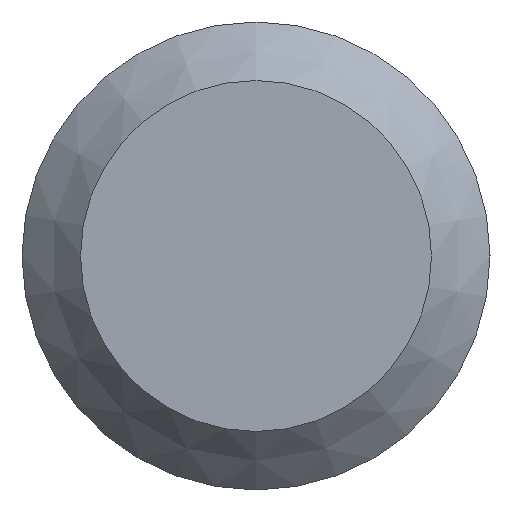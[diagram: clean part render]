
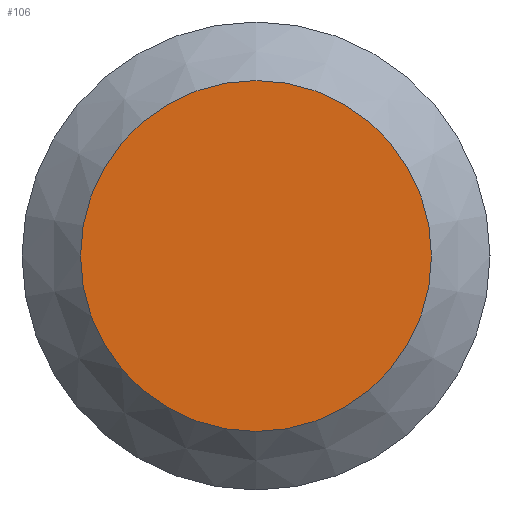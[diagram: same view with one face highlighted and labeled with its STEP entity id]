
A CAD part, left-side view. The second image highlights one B-rep face of the part: STEP entity #106.
In plain terms, the highlighted planar face has unit normal (-1, 0, 0).
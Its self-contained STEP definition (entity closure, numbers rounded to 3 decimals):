
#106=ADVANCED_FACE('',(#125),#127,.F.);
#125=FACE_BOUND('',#126,.T.);
#126=EDGE_LOOP('',(#153));
#127=PLANE('',#128);
#128=AXIS2_PLACEMENT_3D('',#129,#130,#131);
#129=CARTESIAN_POINT('',(-20.,0.,0.));
#130=DIRECTION('',(1.,0.,0.));
#131=DIRECTION('',(0.,0.,1.));
#153=ORIENTED_EDGE('',*,*,#161,.F.);
#161=EDGE_CURVE('',#168,#168,#169,.T.);
#168=VERTEX_POINT('',#185);
#169=CIRCLE('',#186,7.5);
#185=CARTESIAN_POINT('',(-20.,0.,7.5));
#186=AXIS2_PLACEMENT_3D('',#187,#188,#189);
#187=CARTESIAN_POINT('',(-20.,0.,0.));
#188=DIRECTION('',(1.,0.,0.));
#189=DIRECTION('',(0.,0.,1.));
